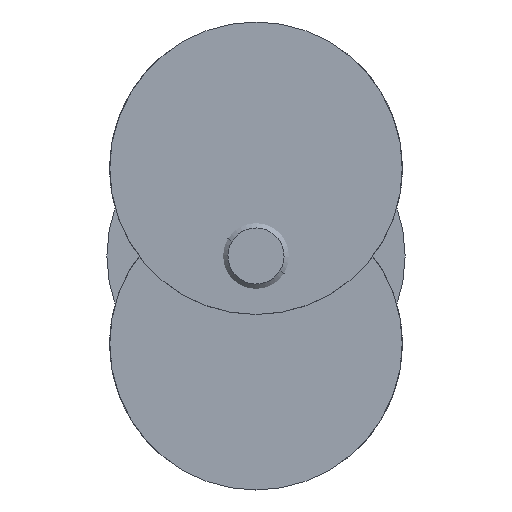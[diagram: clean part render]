
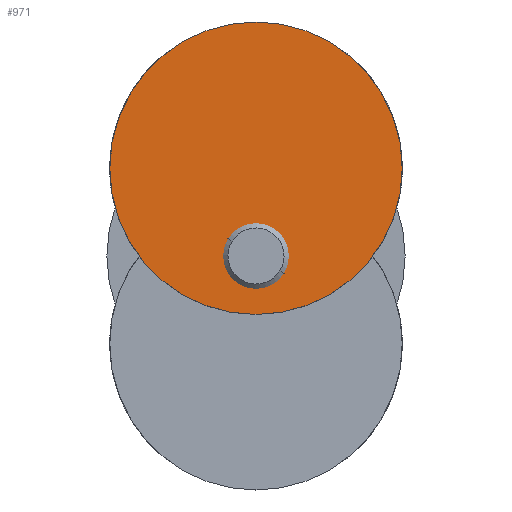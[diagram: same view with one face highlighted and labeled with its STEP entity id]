
A CAD part, front view. The second image highlights one B-rep face of the part: STEP entity #971.
In plain terms, the highlighted planar face has unit normal (0, -1, 0).
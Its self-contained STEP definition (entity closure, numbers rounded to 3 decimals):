
#13 = PLANE ( 'NONE',  #303 ) ;
#96 = DIRECTION ( 'NONE',  ( 1., 0., 0. ) ) ;
#188 = EDGE_LOOP ( 'NONE', ( #377, #1170 ) ) ;
#211 = CARTESIAN_POINT ( 'NONE',  ( 0., -24., 15. ) ) ;
#290 = EDGE_CURVE ( 'NONE', #478, #2161, #449, .T. ) ;
#291 = CARTESIAN_POINT ( 'NONE',  ( 0., -24., 7.5 ) ) ;
#303 = AXIS2_PLACEMENT_3D ( 'NONE', #211, #1681, #2038 ) ;
#340 = CARTESIAN_POINT ( 'NONE',  ( 12.5, -24., 15. ) ) ;
#377 = ORIENTED_EDGE ( 'NONE', *, *, #2375, .F. ) ;
#384 = CIRCLE ( 'NONE', #1224, 2.5 ) ;
#449 = CIRCLE ( 'NONE', #1492, 12.5 ) ;
#478 = VERTEX_POINT ( 'NONE', #340 ) ;
#631 = CARTESIAN_POINT ( 'NONE',  ( -2.5, -24., 7.5 ) ) ;
#728 = AXIS2_PLACEMENT_3D ( 'NONE', #1232, #2346, #1610 ) ;
#936 = CIRCLE ( 'NONE', #1097, 2.5 ) ;
#971 = ADVANCED_FACE ( 'NONE', ( #2390, #1763 ), #13, .F. ) ;
#1097 = AXIS2_PLACEMENT_3D ( 'NONE', #1243, #1965, #2154 ) ;
#1105 = CARTESIAN_POINT ( 'NONE',  ( 0., -24., 15. ) ) ;
#1170 = ORIENTED_EDGE ( 'NONE', *, *, #290, .F. ) ;
#1224 = AXIS2_PLACEMENT_3D ( 'NONE', #291, #2142, #96 ) ;
#1232 = CARTESIAN_POINT ( 'NONE',  ( 0., -24., 15. ) ) ;
#1243 = CARTESIAN_POINT ( 'NONE',  ( 0., -24., 7.5 ) ) ;
#1283 = CARTESIAN_POINT ( 'NONE',  ( -12.5, -24., 15. ) ) ;
#1291 = DIRECTION ( 'NONE',  ( 0., 1., 0. ) ) ;
#1316 = EDGE_CURVE ( 'NONE', #1844, #1877, #936, .T. ) ;
#1381 = CARTESIAN_POINT ( 'NONE',  ( 2.5, -24., 7.5 ) ) ;
#1492 = AXIS2_PLACEMENT_3D ( 'NONE', #1105, #1291, #1653 ) ;
#1528 = EDGE_CURVE ( 'NONE', #1877, #1844, #384, .T. ) ;
#1610 = DIRECTION ( 'NONE',  ( 1., 0., 0. ) ) ;
#1630 = EDGE_LOOP ( 'NONE', ( #2277, #1887 ) ) ;
#1653 = DIRECTION ( 'NONE',  ( 1., 0., 0. ) ) ;
#1681 = DIRECTION ( 'NONE',  ( 0., 1., 0. ) ) ;
#1752 = CIRCLE ( 'NONE', #728, 12.5 ) ;
#1763 = FACE_OUTER_BOUND ( 'NONE', #188, .T. ) ;
#1844 = VERTEX_POINT ( 'NONE', #1381 ) ;
#1877 = VERTEX_POINT ( 'NONE', #631 ) ;
#1887 = ORIENTED_EDGE ( 'NONE', *, *, #1528, .T. ) ;
#1965 = DIRECTION ( 'NONE',  ( 0., 1., 0. ) ) ;
#2038 = DIRECTION ( 'NONE',  ( 1., 0., 0. ) ) ;
#2142 = DIRECTION ( 'NONE',  ( 0., 1., 0. ) ) ;
#2154 = DIRECTION ( 'NONE',  ( 1., 0., 0. ) ) ;
#2161 = VERTEX_POINT ( 'NONE', #1283 ) ;
#2277 = ORIENTED_EDGE ( 'NONE', *, *, #1316, .T. ) ;
#2346 = DIRECTION ( 'NONE',  ( 0., 1., 0. ) ) ;
#2375 = EDGE_CURVE ( 'NONE', #2161, #478, #1752, .T. ) ;
#2390 = FACE_BOUND ( 'NONE', #1630, .T. ) ;
